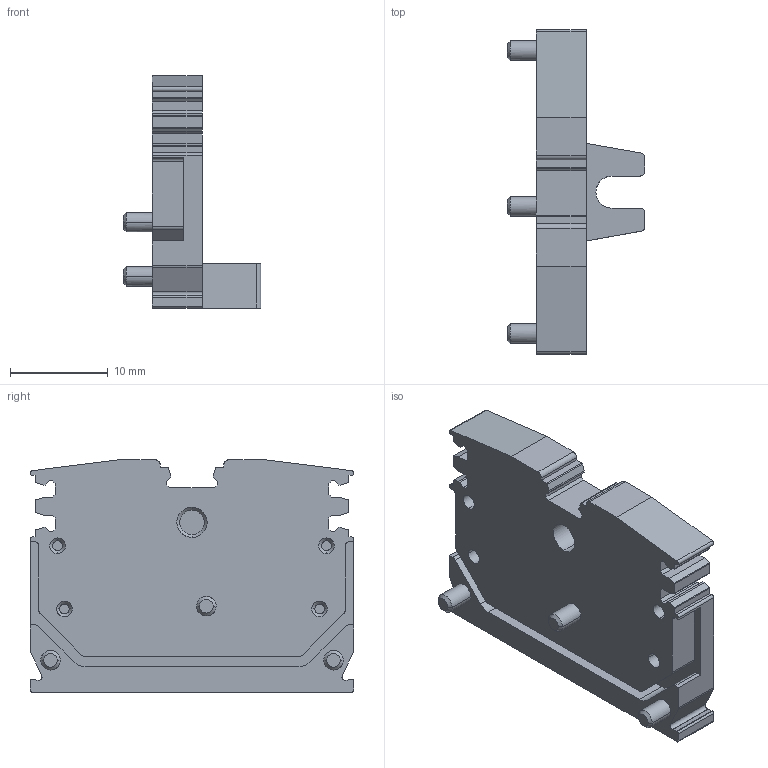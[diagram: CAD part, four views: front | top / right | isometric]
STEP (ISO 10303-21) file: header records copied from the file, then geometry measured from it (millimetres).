
FILE_DESCRIPTION(('CATIA V5 STEP Exchange','CAx-IF Rec.Pracs.--- Model Styling and Organization---1.4--- 2014-01-23'),'2;1');
FILE_NAME ('334674_2', '2019-07-19T08:08:52+00:00', ('none'), ('Weidmueller'), 'CATIA Version 5-6 Release 2016 SP3 HF44', 'CATIA V5 STEP AP214', 'none');
FILE_SCHEMA(('AUTOMOTIVE_DESIGN { 1 0 10303 214 1 1 1 1 }'));
Length unit declared in the file: millimetre
Products named in the file (1): 1704740000_ZBB_ZDUB
Bounding box: 14.1 x 33.2 x 23.8 mm (x, y, z)
Volume: 3772.8 mm3; surface area: 2703.8 mm2
Topology: 1 solids, 1 shells, 181 faces, 497 edges, 326 vertices
Faces by surface type: plane 105, cylinder 60, cone 16
Entity records: 6151 total; most frequent: CARTESIAN_POINT 1396, ORIENTED_EDGE 994, DIRECTION 833, EDGE_CURVE 497, VECTOR 361, LINE 361, VERTEX_POINT 326, AXIS2_PLACEMENT_3D 292
